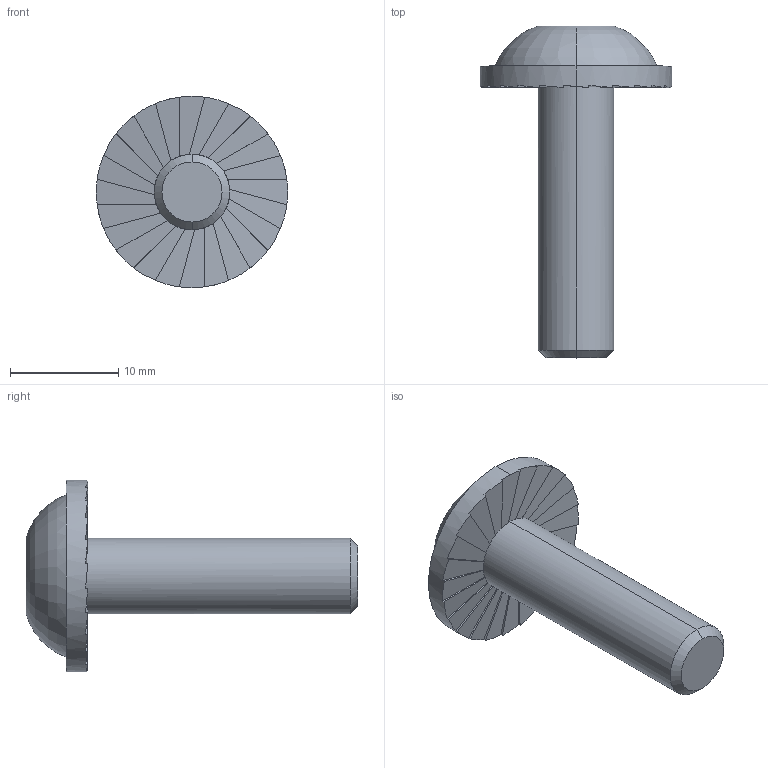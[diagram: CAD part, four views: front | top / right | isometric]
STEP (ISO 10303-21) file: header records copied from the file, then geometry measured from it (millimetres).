
FILE_DESCRIPTION (( 'STEP AP214' ), '1' );
FILE_NAME ('093s0725t.STEP', '2014-08-21T07:58:51', ( '' ), ( '' ), 'SwSTEP 2.0', 'SolidWorks 2014', '' );
FILE_SCHEMA (( 'AUTOMOTIVE_DESIGN' ));
Length unit declared in the file: millimetre
Products named in the file (1): 093s0725t
Bounding box: 17.7 x 30.7 x 17.7 mm (x, y, z)
Volume: 1875.8 mm3; surface area: 1228.1 mm2
Topology: 1 solids, 1 shells, 83 faces, 238 edges, 158 vertices
Faces by surface type: plane 75, cylinder 4, torus 2, cone 2
Entity records: 2726 total; most frequent: CARTESIAN_POINT 636, ORIENTED_EDGE 476, DIRECTION 390, EDGE_CURVE 238, VERTEX_POINT 158, VECTOR 150, LINE 150, AXIS2_PLACEMENT_3D 120
